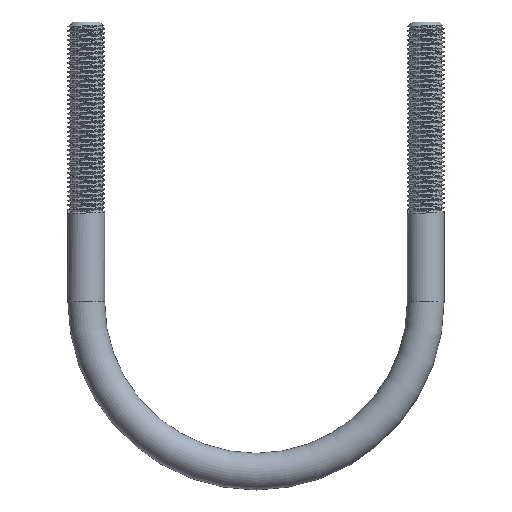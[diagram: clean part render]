
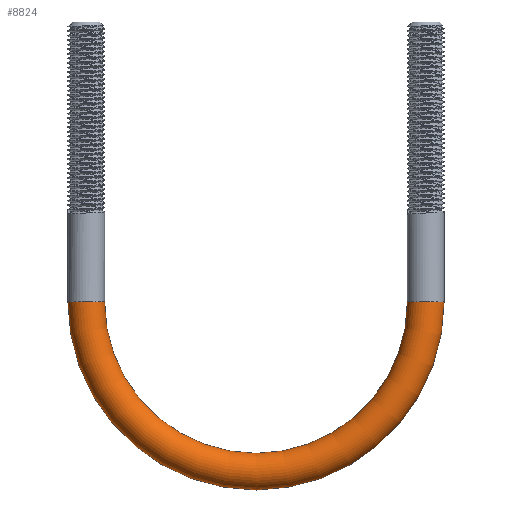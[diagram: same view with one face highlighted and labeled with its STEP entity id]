
A CAD part, front view. The second image highlights one B-rep face of the part: STEP entity #8824.
In plain terms, the highlighted toroidal (fillet/blend) face has major radius 37 mm and minor radius 4 mm.
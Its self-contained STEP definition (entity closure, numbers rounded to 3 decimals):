
#621 = DIRECTION ( 'NONE',  ( 0., 0., 1. ) ) ;
#637 = DIRECTION ( 'NONE',  ( 0., 1., 0. ) ) ;
#1061 = VERTEX_POINT ( 'NONE', #2950 ) ;
#1143 = AXIS2_PLACEMENT_3D ( 'NONE', #5263, #11399, #15283 ) ;
#1184 = VERTEX_POINT ( 'NONE', #9279 ) ;
#2353 = DIRECTION ( 'NONE',  ( 1., 0., 0. ) ) ;
#2950 = CARTESIAN_POINT ( 'NONE',  ( -20.5, 0., -132.642 ) ) ;
#3490 = DIRECTION ( 'NONE',  ( -1., 0., 0. ) ) ;
#3494 = TOROIDAL_SURFACE ( 'NONE', #11998, 37., 4. ) ;
#3694 = VERTEX_POINT ( 'NONE', #12728 ) ;
#3933 = AXIS2_PLACEMENT_3D ( 'NONE', #14066, #15306, #2353 ) ;
#4115 = CARTESIAN_POINT ( 'NONE',  ( 61.5, 0., -132.642 ) ) ;
#5263 = CARTESIAN_POINT ( 'NONE',  ( 20.5, 0., -132.642 ) ) ;
#5344 = EDGE_CURVE ( 'NONE', #1184, #8694, #12104, .T. ) ;
#6227 = AXIS2_PLACEMENT_3D ( 'NONE', #9162, #13422, #3490 ) ;
#7382 = DIRECTION ( 'NONE',  ( 0., 0., 1. ) ) ;
#7586 = ORIENTED_EDGE ( 'NONE', *, *, #5344, .F. ) ;
#7725 = FACE_OUTER_BOUND ( 'NONE', #14836, .T. ) ;
#7966 = ORIENTED_EDGE ( 'NONE', *, *, #17769, .T. ) ;
#8097 = CIRCLE ( 'NONE', #8973, 41. ) ;
#8694 = VERTEX_POINT ( 'NONE', #4115 ) ;
#8824 = ADVANCED_FACE ( 'NONE', ( #7725 ), #3494, .T. ) ;
#8973 = AXIS2_PLACEMENT_3D ( 'NONE', #10750, #637, #7382 ) ;
#9162 = CARTESIAN_POINT ( 'NONE',  ( -16.5, 0., -132.642 ) ) ;
#9279 = CARTESIAN_POINT ( 'NONE',  ( 53.5, 0., -132.642 ) ) ;
#10541 = CARTESIAN_POINT ( 'NONE',  ( 20.5, 0., -132.642 ) ) ;
#10549 = EDGE_CURVE ( 'NONE', #3694, #1061, #11969, .T. ) ;
#10750 = CARTESIAN_POINT ( 'NONE',  ( 20.5, 0., -132.642 ) ) ;
#11399 = DIRECTION ( 'NONE',  ( 0., 1., 0. ) ) ;
#11882 = DIRECTION ( 'NONE',  ( 0., 1., 0. ) ) ;
#11969 = CIRCLE ( 'NONE', #6227, 4. ) ;
#11998 = AXIS2_PLACEMENT_3D ( 'NONE', #10541, #11882, #621 ) ;
#12007 = CIRCLE ( 'NONE', #1143, 33. ) ;
#12104 = CIRCLE ( 'NONE', #3933, 4. ) ;
#12728 = CARTESIAN_POINT ( 'NONE',  ( -12.5, 0., -132.642 ) ) ;
#13183 = ORIENTED_EDGE ( 'NONE', *, *, #17527, .F. ) ;
#13422 = DIRECTION ( 'NONE',  ( 0., 0., -1. ) ) ;
#14066 = CARTESIAN_POINT ( 'NONE',  ( 57.5, 0., -132.642 ) ) ;
#14087 = ORIENTED_EDGE ( 'NONE', *, *, #10549, .T. ) ;
#14836 = EDGE_LOOP ( 'NONE', ( #13183, #7586, #7966, #14087 ) ) ;
#15283 = DIRECTION ( 'NONE',  ( 0., 0., 1. ) ) ;
#15306 = DIRECTION ( 'NONE',  ( 0., 0., 1. ) ) ;
#17527 = EDGE_CURVE ( 'NONE', #8694, #1061, #8097, .T. ) ;
#17769 = EDGE_CURVE ( 'NONE', #1184, #3694, #12007, .T. ) ;
